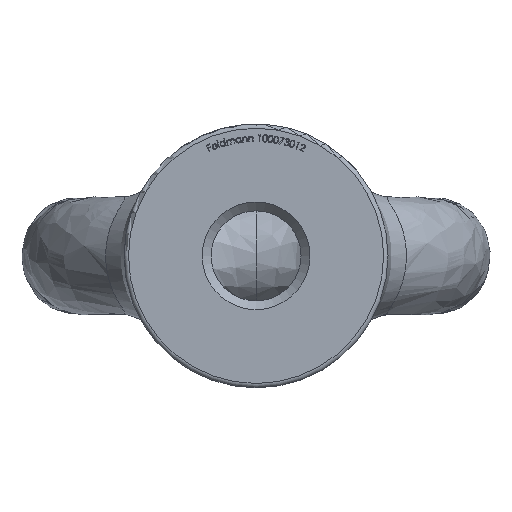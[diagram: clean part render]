
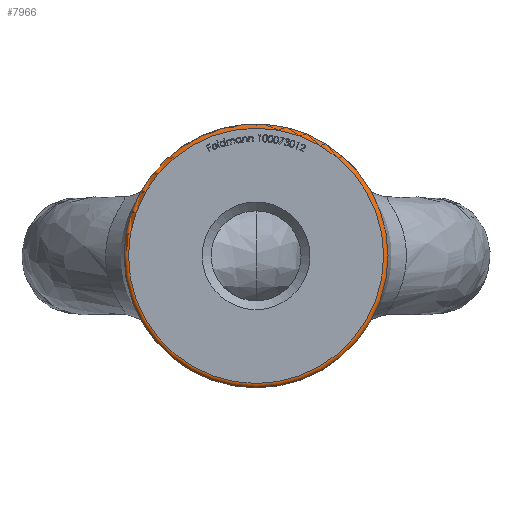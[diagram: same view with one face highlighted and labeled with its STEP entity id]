
A CAD part, front view. The second image highlights one B-rep face of the part: STEP entity #7966.
In plain terms, the highlighted toroidal (fillet/blend) face has major radius 14.454 mm and minor radius 0.5 mm.
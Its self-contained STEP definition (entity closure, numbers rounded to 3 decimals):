
#969 = AXIS2_PLACEMENT_3D ( 'NONE', #2801, #2708, #3807 ) ;
#2255 = ORIENTED_EDGE ( 'NONE', *, *, #12010, .F. ) ;
#2708 = DIRECTION ( 'NONE',  ( 0., -1., 0. ) ) ;
#2801 = CARTESIAN_POINT ( 'NONE',  ( 0., 0.5, 0. ) ) ;
#3807 = DIRECTION ( 'NONE',  ( 1., 0., 0. ) ) ;
#4650 = CARTESIAN_POINT ( 'NONE',  ( 14.454, 0., 0. ) ) ;
#5627 = CARTESIAN_POINT ( 'NONE',  ( 0., 0.544, 0. ) ) ;
#7341 = CIRCLE ( 'NONE', #13618, 14.952 ) ;
#7540 = EDGE_LOOP ( 'NONE', ( #12815 ) ) ;
#7966 = ADVANCED_FACE ( 'NONE', ( #14149, #11954 ), #8200, .T. ) ;
#8200 = TOROIDAL_SURFACE ( 'NONE', #969, 14.454, 0.5 ) ;
#9335 = EDGE_LOOP ( 'NONE', ( #2255 ) ) ;
#10032 = AXIS2_PLACEMENT_3D ( 'NONE', #14103, #13161, #11931 ) ;
#10569 = EDGE_CURVE ( 'NONE', #12925, #12925, #7341, .T. ) ;
#11412 = VERTEX_POINT ( 'NONE', #4650 ) ;
#11931 = DIRECTION ( 'NONE',  ( 1., 0., 0. ) ) ;
#11954 = FACE_OUTER_BOUND ( 'NONE', #9335, .T. ) ;
#12010 = EDGE_CURVE ( 'NONE', #11412, #11412, #12830, .T. ) ;
#12192 = DIRECTION ( 'NONE',  ( 0., 1., 0. ) ) ;
#12815 = ORIENTED_EDGE ( 'NONE', *, *, #10569, .F. ) ;
#12830 = CIRCLE ( 'NONE', #10032, 14.454 ) ;
#12925 = VERTEX_POINT ( 'NONE', #13686 ) ;
#13161 = DIRECTION ( 'NONE',  ( 0., -1., 0. ) ) ;
#13264 = DIRECTION ( 'NONE',  ( -1., 0., 0. ) ) ;
#13618 = AXIS2_PLACEMENT_3D ( 'NONE', #5627, #12192, #13264 ) ;
#13686 = CARTESIAN_POINT ( 'NONE',  ( -14.952, 0.544, 0. ) ) ;
#14103 = CARTESIAN_POINT ( 'NONE',  ( 0., 0., 0. ) ) ;
#14149 = FACE_OUTER_BOUND ( 'NONE', #7540, .T. ) ;
